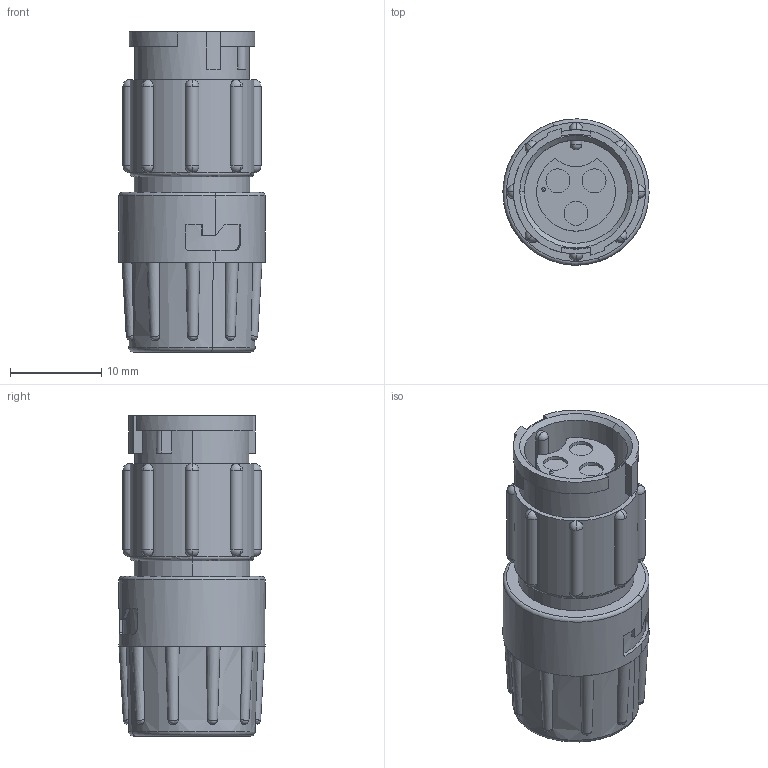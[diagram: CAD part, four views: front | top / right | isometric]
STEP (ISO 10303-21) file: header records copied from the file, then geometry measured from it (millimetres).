
FILE_DESCRIPTION (( 'STEP AP203' ), '1' );
FILE_NAME ('8382-3SG-3DC.STEP', '2014-02-17T19:43:54', ( '21FPBF1' ), ( 'Conxall' ), 'SwSTEP 2.0', 'SolidWorks 2012', '' );
FILE_SCHEMA (( 'CONFIG_CONTROL_DESIGN' ));
Length unit declared in the file: inch
Products named in the file (1): 8382-3SG-3DC
Bounding box: 16 x 16 x 35.05 mm (x, y, z)
Volume: 5139.7 mm3; surface area: 2634.7 mm2
Topology: 1 solids, 1 shells, 176 faces, 514 edges, 317 vertices
Faces by surface type: cylinder 56, plane 56, sphere 34, bspline 20, torus 6, cone 4
Entity records: 9273 total; most frequent: CARTESIAN_POINT 5099, ORIENTED_EDGE 890, DIRECTION 836, EDGE_CURVE 445, AXIS2_PLACEMENT_3D 355, VERTEX_POINT 282, CIRCLE 198, EDGE_LOOP 187
